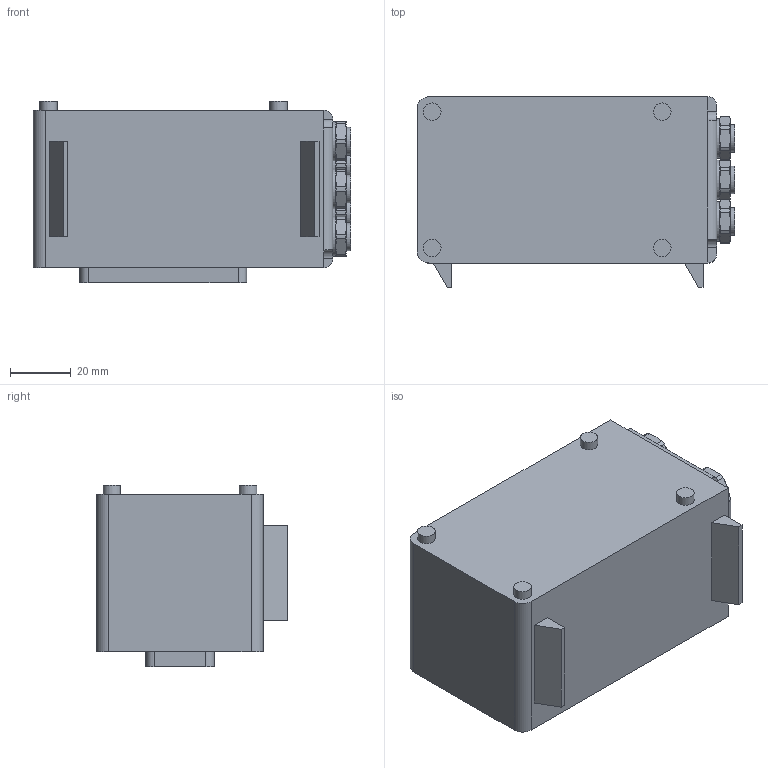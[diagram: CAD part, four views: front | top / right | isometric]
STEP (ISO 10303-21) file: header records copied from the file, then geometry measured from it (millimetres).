
FILE_DESCRIPTION(/* description */ ('MODULO I/0 OPTYMA32-S'),/* implementation_level */ '2;1');
FILE_NAME(/* name */ '2240_08S.stp',/* time_stamp */ '2016-04-27T09:42:56+02:00',/* author */ ('Maniean1'),/* organization */ ('Pneumax S.p.A.'),/* preprocessor_version */ 'ST-DEVELOPER v15.2',/* originating_system */ 'Autodesk Inventor 2014',/* authorisation */ '');
FILE_SCHEMA (('AUTOMOTIVE_DESIGN { 1 0 10303 214 3 1 1 }'));
Length unit declared in the file: millimetre
Products named in the file (1): 2240_08S
Bounding box: 105 x 63 x 60 mm (x, y, z)
Volume: 294028 mm3; surface area: 32553.6 mm2
Topology: 1 solids, 1 shells, 402 faces, 874 edges, 544 vertices
Faces by surface type: plane 160, cylinder 138, cone 104
Full cylindrical faces by diameter (mm): 1.1 x24, 5.63 x8, 5.8 x4, 6 x4, 7 x8, 9.15 x8, 13 x8
Entity records: 10772 total; most frequent: CARTESIAN_POINT 2117, DIRECTION 1780, ORIENTED_EDGE 1588, EDGE_CURVE 794, AXIS2_PLACEMENT_3D 775, EDGE_LOOP 544, VERTEX_POINT 536, STYLED_ITEM 403
